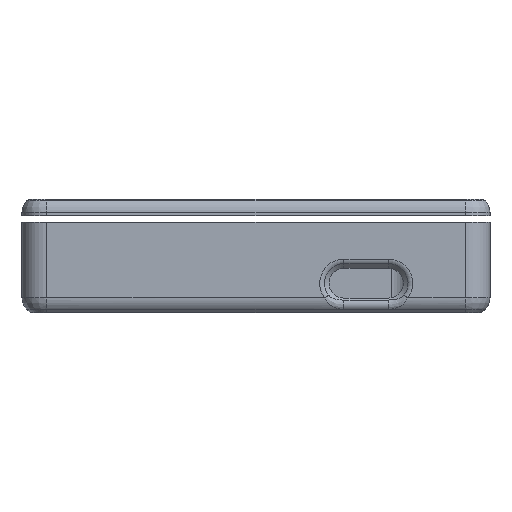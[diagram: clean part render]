
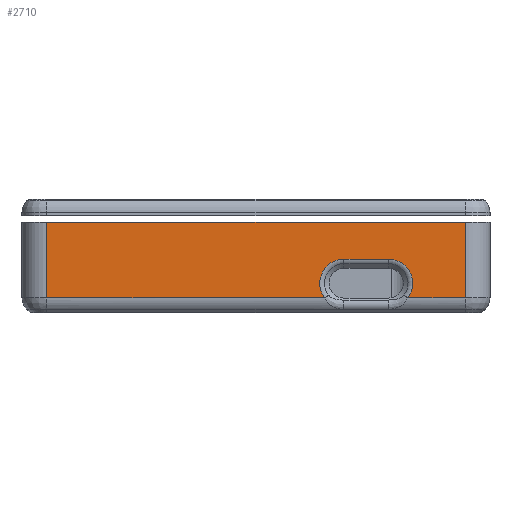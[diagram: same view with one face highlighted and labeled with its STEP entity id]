
A CAD part, front view. The second image highlights one B-rep face of the part: STEP entity #2710.
In plain terms, the highlighted planar face has unit normal (0, -1, 0).
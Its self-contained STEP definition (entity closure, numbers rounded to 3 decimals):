
#1703 = VERTEX_POINT('',#1704);
#1704 = CARTESIAN_POINT('',(-25.35,-44.6,10.));
#1711 = EDGE_CURVE('',#1712,#1703,#1714,.T.);
#1712 = VERTEX_POINT('',#1713);
#1713 = CARTESIAN_POINT('',(25.35,-44.6,10.));
#1714 = LINE('',#1715,#1716);
#1715 = CARTESIAN_POINT('',(12.675,-44.6,10.));
#1716 = VECTOR('',#1717,1.);
#1717 = DIRECTION('',(-1.,0.,0.));
#2710 = ADVANCED_FACE('',(#2711),#2770,.F.);
#2711 = FACE_BOUND('',#2712,.T.);
#2712 = EDGE_LOOP('',(#2713,#2723,#2732,#2740,#2749,#2757,#2763,#2764));
#2713 = ORIENTED_EDGE('',*,*,#2714,.F.);
#2714 = EDGE_CURVE('',#2715,#2717,#2719,.T.);
#2715 = VERTEX_POINT('',#2716);
#2716 = CARTESIAN_POINT('',(8.315,-44.6,0.828));
#2717 = VERTEX_POINT('',#2718);
#2718 = CARTESIAN_POINT('',(-25.35,-44.6,0.828));
#2719 = LINE('',#2720,#2721);
#2720 = CARTESIAN_POINT('',(-25.35,-44.6,0.828));
#2721 = VECTOR('',#2722,1.);
#2722 = DIRECTION('',(-1.,0.,0.));
#2723 = ORIENTED_EDGE('',*,*,#2724,.T.);
#2724 = EDGE_CURVE('',#2715,#2725,#2727,.T.);
#2725 = VERTEX_POINT('',#2726);
#2726 = CARTESIAN_POINT('',(10.65,-44.6,5.531));
#2727 = CIRCLE('',#2728,2.931);
#2728 = AXIS2_PLACEMENT_3D('',#2729,#2730,#2731);
#2729 = CARTESIAN_POINT('',(10.65,-44.6,2.6));
#2730 = DIRECTION('',(0.,1.,0.));
#2731 = DIRECTION('',(0.,-0.,1.));
#2732 = ORIENTED_EDGE('',*,*,#2733,.T.);
#2733 = EDGE_CURVE('',#2725,#2734,#2736,.T.);
#2734 = VERTEX_POINT('',#2735);
#2735 = CARTESIAN_POINT('',(16.05,-44.6,5.531));
#2736 = LINE('',#2737,#2738);
#2737 = CARTESIAN_POINT('',(16.05,-44.6,5.531));
#2738 = VECTOR('',#2739,1.);
#2739 = DIRECTION('',(1.,0.,0.));
#2740 = ORIENTED_EDGE('',*,*,#2741,.T.);
#2741 = EDGE_CURVE('',#2734,#2742,#2744,.T.);
#2742 = VERTEX_POINT('',#2743);
#2743 = CARTESIAN_POINT('',(18.385,-44.6,0.828));
#2744 = CIRCLE('',#2745,2.931);
#2745 = AXIS2_PLACEMENT_3D('',#2746,#2747,#2748);
#2746 = CARTESIAN_POINT('',(16.05,-44.6,2.6));
#2747 = DIRECTION('',(0.,1.,0.));
#2748 = DIRECTION('',(0.,-0.,1.));
#2749 = ORIENTED_EDGE('',*,*,#2750,.F.);
#2750 = EDGE_CURVE('',#2751,#2742,#2753,.T.);
#2751 = VERTEX_POINT('',#2752);
#2752 = CARTESIAN_POINT('',(25.35,-44.6,0.828));
#2753 = LINE('',#2754,#2755);
#2754 = CARTESIAN_POINT('',(-25.35,-44.6,0.828));
#2755 = VECTOR('',#2756,1.);
#2756 = DIRECTION('',(-1.,0.,0.));
#2757 = ORIENTED_EDGE('',*,*,#2758,.T.);
#2758 = EDGE_CURVE('',#2751,#1712,#2759,.T.);
#2759 = LINE('',#2760,#2761);
#2760 = CARTESIAN_POINT('',(25.35,-44.6,-1.002));
#2761 = VECTOR('',#2762,1.);
#2762 = DIRECTION('',(0.,0.,1.));
#2763 = ORIENTED_EDGE('',*,*,#1711,.T.);
#2764 = ORIENTED_EDGE('',*,*,#2765,.F.);
#2765 = EDGE_CURVE('',#2717,#1703,#2766,.T.);
#2766 = LINE('',#2767,#2768);
#2767 = CARTESIAN_POINT('',(-25.35,-44.6,-1.002));
#2768 = VECTOR('',#2769,1.);
#2769 = DIRECTION('',(0.,0.,1.));
#2770 = PLANE('',#2771);
#2771 = AXIS2_PLACEMENT_3D('',#2772,#2773,#2774);
#2772 = CARTESIAN_POINT('',(12.675,-44.6,-1.002));
#2773 = DIRECTION('',(0.,1.,0.));
#2774 = DIRECTION('',(0.,-0.,1.));
